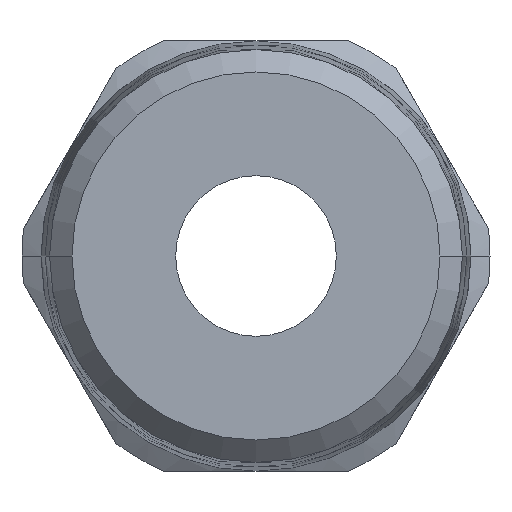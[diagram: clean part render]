
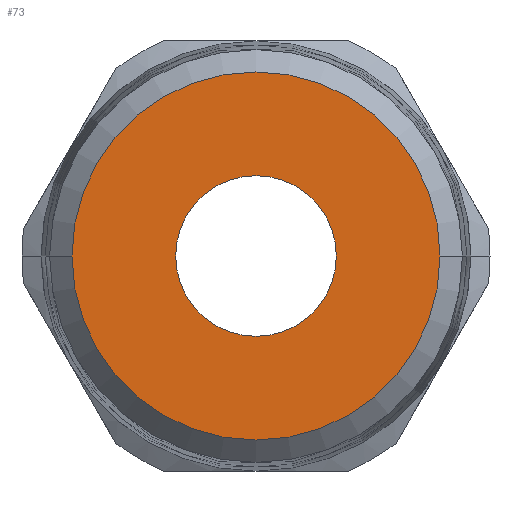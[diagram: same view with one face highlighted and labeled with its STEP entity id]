
A CAD part, front view. The second image highlights one B-rep face of the part: STEP entity #73.
In plain terms, the highlighted planar face has unit normal (0, -1, 0).
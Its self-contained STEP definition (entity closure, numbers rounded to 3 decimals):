
#73=ADVANCED_FACE('',(#167,#168),#169,.T.);
#167=FACE_BOUND('',#302,.T.);
#168=FACE_OUTER_BOUND('',#303,.T.);
#169=PLANE('',#304);
#302=EDGE_LOOP('',(#567,#568));
#303=EDGE_LOOP('',(#569,#570));
#304=AXIS2_PLACEMENT_3D('',#571,#572,#573);
#567=ORIENTED_EDGE('',*,*,#903,.T.);
#568=ORIENTED_EDGE('',*,*,#907,.T.);
#569=ORIENTED_EDGE('',*,*,#889,.F.);
#570=ORIENTED_EDGE('',*,*,#915,.F.);
#571=CARTESIAN_POINT('',(3.638,-30.0,0.0));
#572=DIRECTION('',(-0.0,-1.0,-0.0));
#573=DIRECTION('',(-1.0,0.0,0.0));
#889=EDGE_CURVE('',#1063,#1066,#1067,.T.);
#903=EDGE_CURVE('',#1093,#1090,#1094,.T.);
#907=EDGE_CURVE('',#1090,#1093,#1099,.T.);
#915=EDGE_CURVE('',#1066,#1063,#1107,.T.);
#1063=VERTEX_POINT('',#1349);
#1066=VERTEX_POINT('',#1353);
#1067=CIRCLE('',#1354,7.277);
#1090=VERTEX_POINT('',#1383);
#1093=VERTEX_POINT('',#1387);
#1094=CIRCLE('',#1388,3.175);
#1099=CIRCLE('',#1394,3.175);
#1107=CIRCLE('',#1402,7.277);
#1349=CARTESIAN_POINT('',(7.277,-30.0,0.0));
#1353=CARTESIAN_POINT('',(-7.277,-30.0,0.));
#1354=AXIS2_PLACEMENT_3D('',#1805,#1806,#1807);
#1383=CARTESIAN_POINT('',(3.175,-30.0,0.));
#1387=CARTESIAN_POINT('',(-3.175,-30.0,0.));
#1388=AXIS2_PLACEMENT_3D('',#1833,#1834,#1835);
#1394=AXIS2_PLACEMENT_3D('',#1843,#1844,#1845);
#1402=AXIS2_PLACEMENT_3D('',#1867,#1868,#1869);
#1805=CARTESIAN_POINT('',(0.0,-30.0,0.0));
#1806=DIRECTION('',(-0.0,1.0,0.0));
#1807=DIRECTION('',(1.0,0.0,0.0));
#1833=CARTESIAN_POINT('',(0.0,-30.0,0.0));
#1834=DIRECTION('',(-0.0,1.0,0.0));
#1835=DIRECTION('',(1.0,0.0,0.0));
#1843=CARTESIAN_POINT('',(0.0,-30.0,0.0));
#1844=DIRECTION('',(-0.0,1.0,0.0));
#1845=DIRECTION('',(1.0,0.0,0.0));
#1867=CARTESIAN_POINT('',(0.0,-30.0,0.0));
#1868=DIRECTION('',(-0.0,1.0,0.0));
#1869=DIRECTION('',(1.0,0.0,0.0));
